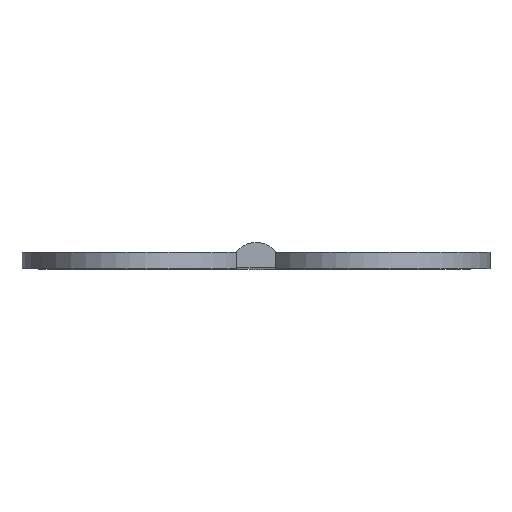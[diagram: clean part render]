
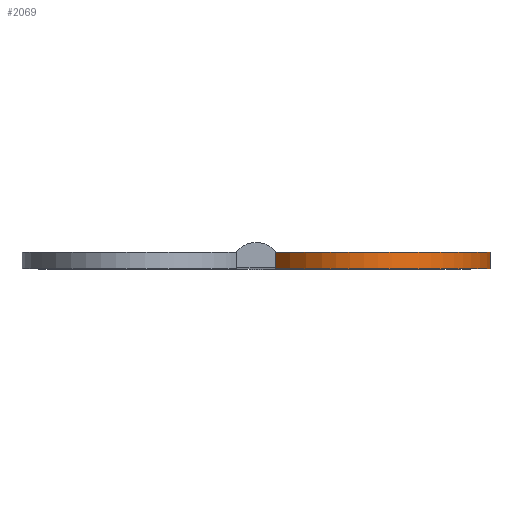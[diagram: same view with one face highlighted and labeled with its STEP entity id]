
A CAD part, top view. The second image highlights one B-rep face of the part: STEP entity #2069.
In plain terms, the highlighted free-form (B-spline) face has degree [1, 2] with [2, 5] control points.
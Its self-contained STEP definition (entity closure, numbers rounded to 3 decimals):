
#16=(
BOUNDED_SURFACE()
B_SPLINE_SURFACE(1,2,((#5629,#5630,#5631,#5632,#5633),(#5634,#5635,#5636,
#5637,#5638)),.UNSPECIFIED.,.F.,.F.,.F.)
B_SPLINE_SURFACE_WITH_KNOTS((2,2),(3,2,3),(0.,0.1),(-4.025,-2.628,
-1.232),.UNSPECIFIED.)
GEOMETRIC_REPRESENTATION_ITEM()
RATIONAL_B_SPLINE_SURFACE(((1.,0.766,1.,0.766,1.),
(1.,0.766,1.,0.766,1.)))
REPRESENTATION_ITEM('')
SURFACE()
);
#88=ELLIPSE('',#2133,30.,22.);
#95=ELLIPSE('',#2181,30.,22.);
#141=LINE('',#5639,#200);
#200=VECTOR('',#2391,10.);
#312=FACE_OUTER_BOUND('',#436,.T.);
#436=EDGE_LOOP('',(#1762,#1763,#1764,#1765));
#694=B_SPLINE_CURVE_WITH_KNOTS('',3,(#5569,#5570,#5571,#5572),
 .UNSPECIFIED.,.F.,.F.,(4,4),(-0.3,0.),.UNSPECIFIED.);
#733=VERTEX_POINT('',#2767);
#734=VERTEX_POINT('',#2769);
#892=VERTEX_POINT('',#4994);
#893=VERTEX_POINT('',#5005);
#957=EDGE_CURVE('',#733,#734,#88,.T.);
#1178=EDGE_CURVE('',#893,#892,#95,.T.);
#1225=EDGE_CURVE('',#734,#892,#694,.T.);
#1231=EDGE_CURVE('',#893,#733,#141,.T.);
#1762=ORIENTED_EDGE('',*,*,#1225,.F.);
#1763=ORIENTED_EDGE('',*,*,#957,.F.);
#1764=ORIENTED_EDGE('',*,*,#1231,.F.);
#1765=ORIENTED_EDGE('',*,*,#1178,.T.);
#2069=ADVANCED_FACE('',(#312),#16,.F.);
#2133=AXIS2_PLACEMENT_3D('',#2770,#2232,#2233);
#2181=AXIS2_PLACEMENT_3D('',#5006,#2349,#2350);
#2232=DIRECTION('center_axis',(0.,1.,0.));
#2233=DIRECTION('ref_axis',(0.,0.,-1.));
#2349=DIRECTION('center_axis',(0.,1.,0.));
#2350=DIRECTION('ref_axis',(0.,0.,-1.));
#2391=DIRECTION('',(0.,1.,0.));
#2767=CARTESIAN_POINT('',(3.5,3.,-10.958));
#2769=CARTESIAN_POINT('',(41.251,3.,-39.964));
#2770=CARTESIAN_POINT('Origin',(20.5,3.,-30.));
#4994=CARTESIAN_POINT('',(41.251,0.,-39.964));
#5005=CARTESIAN_POINT('',(3.5,0.,-10.958));
#5006=CARTESIAN_POINT('Origin',(20.5,0.,-30.));
#5569=CARTESIAN_POINT('Ctrl Pts',(41.251,3.,-39.964));
#5570=CARTESIAN_POINT('Ctrl Pts',(41.251,2.,-39.964));
#5571=CARTESIAN_POINT('Ctrl Pts',(41.251,1.,-39.964));
#5572=CARTESIAN_POINT('Ctrl Pts',(41.251,0.,
-39.964));
#5629=CARTESIAN_POINT('Ctrl Pts',(3.5,0.,-10.958));
#5630=CARTESIAN_POINT('Ctrl Pts',(15.217,0.,8.494));
#5631=CARTESIAN_POINT('Ctrl Pts',(31.3,0.,-3.863));
#5632=CARTESIAN_POINT('Ctrl Pts',(47.382,0.,-16.22));
#5633=CARTESIAN_POINT('Ctrl Pts',(41.251,0.,-39.964));
#5634=CARTESIAN_POINT('Ctrl Pts',(3.5,3.,-10.958));
#5635=CARTESIAN_POINT('Ctrl Pts',(15.217,3.,8.494));
#5636=CARTESIAN_POINT('Ctrl Pts',(31.3,3.,-3.863));
#5637=CARTESIAN_POINT('Ctrl Pts',(47.382,3.,-16.22));
#5638=CARTESIAN_POINT('Ctrl Pts',(41.251,3.,-39.964));
#5639=CARTESIAN_POINT('',(3.5,0.,-10.958));
